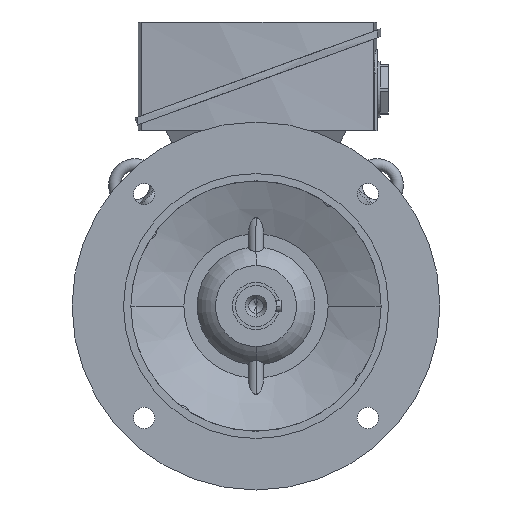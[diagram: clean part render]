
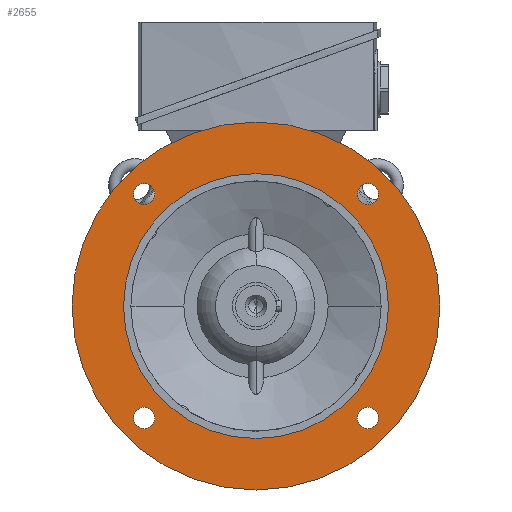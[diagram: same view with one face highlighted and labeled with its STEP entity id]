
A CAD part, left-side view. The second image highlights one B-rep face of the part: STEP entity #2655.
In plain terms, the highlighted planar face has unit normal (-1, 0, 0).
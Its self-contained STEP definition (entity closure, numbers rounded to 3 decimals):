
#2655=ADVANCED_FACE('',(#5358,#5359,#5360,#5361,#5362,#5363),#5364,.T.);
#5358=FACE_BOUND('',#8070,.T.);
#5359=FACE_BOUND('',#8071,.T.);
#5360=FACE_BOUND('',#8072,.T.);
#5361=FACE_BOUND('',#8073,.T.);
#5362=FACE_OUTER_BOUND('',#8074,.T.);
#5363=FACE_BOUND('',#8075,.T.);
#5364=PLANE('',#8076);
#8070=EDGE_LOOP('',(#16289,#16290));
#8071=EDGE_LOOP('',(#16291,#16292));
#8072=EDGE_LOOP('',(#16293,#16294));
#8073=EDGE_LOOP('',(#16295,#16296));
#8074=EDGE_LOOP('',(#16297,#16298));
#8075=EDGE_LOOP('',(#16299,#16300));
#8076=AXIS2_PLACEMENT_3D('',#16301,#16302,#16303);
#16289=ORIENTED_EDGE('',*,*,#19490,.T.);
#16290=ORIENTED_EDGE('',*,*,#16528,.T.);
#16291=ORIENTED_EDGE('',*,*,#19493,.T.);
#16292=ORIENTED_EDGE('',*,*,#16523,.T.);
#16293=ORIENTED_EDGE('',*,*,#19496,.T.);
#16294=ORIENTED_EDGE('',*,*,#16518,.T.);
#16295=ORIENTED_EDGE('',*,*,#19499,.T.);
#16296=ORIENTED_EDGE('',*,*,#16513,.T.);
#16297=ORIENTED_EDGE('',*,*,#16485,.F.);
#16298=ORIENTED_EDGE('',*,*,#19557,.F.);
#16299=ORIENTED_EDGE('',*,*,#16492,.T.);
#16300=ORIENTED_EDGE('',*,*,#19555,.T.);
#16301=CARTESIAN_POINT('',(-40.5,107.5,0.0));
#16302=DIRECTION('',(-1.0,0.0,0.0));
#16303=DIRECTION('',(0.0,-1.0,0.0));
#16485=EDGE_CURVE('',#19811,#19814,#19815,.T.);
#16492=EDGE_CURVE('',#19821,#19825,#19827,.T.);
#16513=EDGE_CURVE('',#19865,#19862,#19866,.T.);
#16518=EDGE_CURVE('',#19874,#19871,#19875,.T.);
#16523=EDGE_CURVE('',#19883,#19880,#19884,.T.);
#16528=EDGE_CURVE('',#19892,#19889,#19893,.T.);
#19490=EDGE_CURVE('',#19889,#19892,#24279,.T.);
#19493=EDGE_CURVE('',#19880,#19883,#24282,.T.);
#19496=EDGE_CURVE('',#19871,#19874,#24285,.T.);
#19499=EDGE_CURVE('',#19862,#19865,#24288,.T.);
#19555=EDGE_CURVE('',#19825,#19821,#24358,.T.);
#19557=EDGE_CURVE('',#19814,#19811,#24360,.T.);
#19811=VERTEX_POINT('',#24876);
#19814=VERTEX_POINT('',#24880);
#19815=CIRCLE('',#24881,125.0);
#19821=VERTEX_POINT('',#24888);
#19825=VERTEX_POINT('',#24893);
#19827=CIRCLE('',#24896,90.0);
#19862=VERTEX_POINT('',#25003);
#19865=VERTEX_POINT('',#25007);
#19866=CIRCLE('',#25008,7.25);
#19871=VERTEX_POINT('',#25014);
#19874=VERTEX_POINT('',#25018);
#19875=CIRCLE('',#25019,7.25);
#19880=VERTEX_POINT('',#25025);
#19883=VERTEX_POINT('',#25029);
#19884=CIRCLE('',#25030,7.25);
#19889=VERTEX_POINT('',#25036);
#19892=VERTEX_POINT('',#25040);
#19893=CIRCLE('',#25041,7.25);
#24279=CIRCLE('',#35978,7.25);
#24282=CIRCLE('',#35981,7.25);
#24285=CIRCLE('',#35984,7.25);
#24288=CIRCLE('',#35987,7.25);
#24358=CIRCLE('',#36131,90.0);
#24360=CIRCLE('',#36133,125.0);
#24876=CARTESIAN_POINT('',(-40.5,125.0,0.0));
#24880=CARTESIAN_POINT('',(-40.5,-125.0,0.));
#24881=AXIS2_PLACEMENT_3D('',#36281,#36282,#36283);
#24888=CARTESIAN_POINT('',(-40.5,90.0,0.0));
#24893=CARTESIAN_POINT('',(-40.5,-90.0,0.));
#24896=AXIS2_PLACEMENT_3D('',#36293,#36294,#36295);
#25003=CARTESIAN_POINT('',(-40.5,-81.141,81.141));
#25007=CARTESIAN_POINT('',(-40.5,-70.887,70.887));
#25008=AXIS2_PLACEMENT_3D('',#36330,#36331,#36332);
#25014=CARTESIAN_POINT('',(-40.5,81.141,81.141));
#25018=CARTESIAN_POINT('',(-40.5,70.887,70.887));
#25019=AXIS2_PLACEMENT_3D('',#36338,#36339,#36340);
#25025=CARTESIAN_POINT('',(-40.5,81.141,-81.141));
#25029=CARTESIAN_POINT('',(-40.5,70.887,-70.887));
#25030=AXIS2_PLACEMENT_3D('',#36346,#36347,#36348);
#25036=CARTESIAN_POINT('',(-40.5,-81.141,-81.141));
#25040=CARTESIAN_POINT('',(-40.5,-70.887,-70.887));
#25041=AXIS2_PLACEMENT_3D('',#36354,#36355,#36356);
#35978=AXIS2_PLACEMENT_3D('',#39292,#39293,#39294);
#35981=AXIS2_PLACEMENT_3D('',#39298,#39299,#39300);
#35984=AXIS2_PLACEMENT_3D('',#39304,#39305,#39306);
#35987=AXIS2_PLACEMENT_3D('',#39310,#39311,#39312);
#36131=AXIS2_PLACEMENT_3D('',#39354,#39355,#39356);
#36133=AXIS2_PLACEMENT_3D('',#39357,#39358,#39359);
#36281=CARTESIAN_POINT('',(-40.5,0.0,0.0));
#36282=DIRECTION('',(1.0,0.0,0.0));
#36283=DIRECTION('',(0.0,1.0,0.0));
#36293=CARTESIAN_POINT('',(-40.5,0.0,0.0));
#36294=DIRECTION('',(1.0,0.0,0.0));
#36295=DIRECTION('',(0.0,1.0,0.0));
#36330=CARTESIAN_POINT('',(-40.5,-76.014,76.014));
#36331=DIRECTION('',(1.0,0.0,-0.0));
#36332=DIRECTION('',(0.0,-0.707,0.707));
#36338=CARTESIAN_POINT('',(-40.5,76.014,76.014));
#36339=DIRECTION('',(1.0,0.0,-0.0));
#36340=DIRECTION('',(0.0,0.707,0.707));
#36346=CARTESIAN_POINT('',(-40.5,76.014,-76.014));
#36347=DIRECTION('',(1.0,-0.0,0.0));
#36348=DIRECTION('',(0.0,0.707,-0.707));
#36354=CARTESIAN_POINT('',(-40.5,-76.014,-76.014));
#36355=DIRECTION('',(1.0,0.0,0.0));
#36356=DIRECTION('',(0.0,-0.707,-0.707));
#39292=CARTESIAN_POINT('',(-40.5,-76.014,-76.014));
#39293=DIRECTION('',(1.0,0.0,0.0));
#39294=DIRECTION('',(0.0,-0.707,-0.707));
#39298=CARTESIAN_POINT('',(-40.5,76.014,-76.014));
#39299=DIRECTION('',(1.0,-0.0,0.0));
#39300=DIRECTION('',(0.0,0.707,-0.707));
#39304=CARTESIAN_POINT('',(-40.5,76.014,76.014));
#39305=DIRECTION('',(1.0,0.0,-0.0));
#39306=DIRECTION('',(0.0,0.707,0.707));
#39310=CARTESIAN_POINT('',(-40.5,-76.014,76.014));
#39311=DIRECTION('',(1.0,0.0,-0.0));
#39312=DIRECTION('',(0.0,-0.707,0.707));
#39354=CARTESIAN_POINT('',(-40.5,0.0,0.0));
#39355=DIRECTION('',(1.0,0.0,0.0));
#39356=DIRECTION('',(0.0,1.0,0.0));
#39357=CARTESIAN_POINT('',(-40.5,0.0,0.0));
#39358=DIRECTION('',(1.0,0.0,0.0));
#39359=DIRECTION('',(0.0,1.0,0.0));
